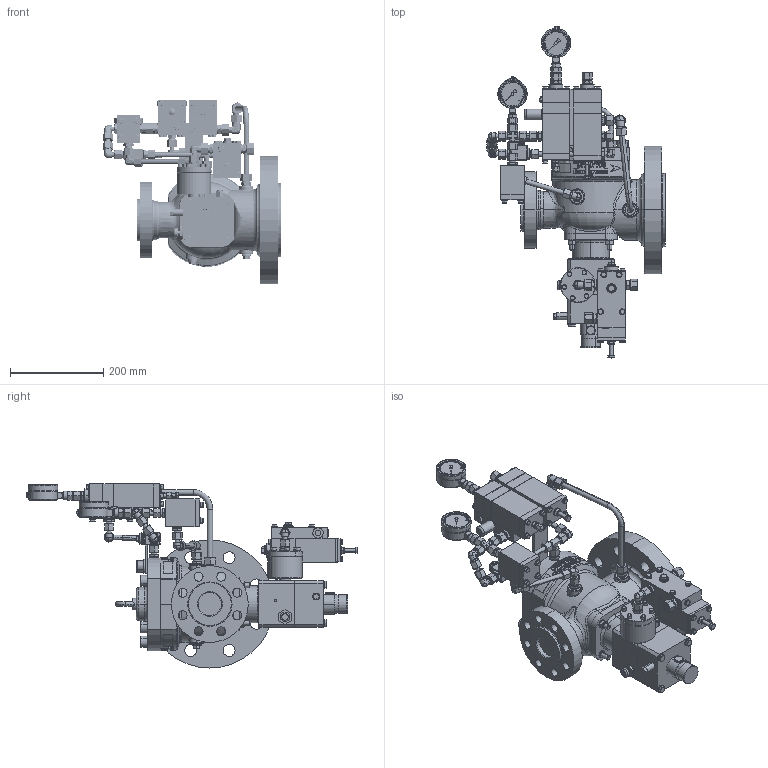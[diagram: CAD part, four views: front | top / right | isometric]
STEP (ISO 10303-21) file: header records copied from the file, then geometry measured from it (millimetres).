
FILE_DESCRIPTION (( 'STEP AP214' ), '1' );
FILE_NAME ('HON5020_DN50_DN100_class600_630_671_L_K16.STEP', '2021-10-07T05:11:08', ( '' ), ( '' ), 'SwSTEP 2.0', 'SolidWorks 2019', '' );
FILE_SCHEMA (( 'AUTOMOTIVE_DESIGN' ));
Length unit declared in the file: millimetre
Products named in the file (1): HON5020_DN50_DN100_class600_630_671_L_K16
Bounding box: 383.44 x 713.48 x 395.65 mm (x, y, z)
Volume: 13266430 mm3; surface area: 961784.5 mm2
Topology: 22 solids, 22 shells, 5193 faces, 12019 edges, 7289 vertices
Faces by surface type: plane 2097, cone 1221, cylinder 1065, bspline 589, torus 183, sphere 38
Entity records: 256299 total; most frequent: CARTESIAN_POINT 142988, ORIENTED_EDGE 23982, DIRECTION 21662, EDGE_CURVE 11991, AXIS2_PLACEMENT_3D 8655, VERTEX_POINT 7287, EDGE_LOOP 5744, ADVANCED_FACE 5193
